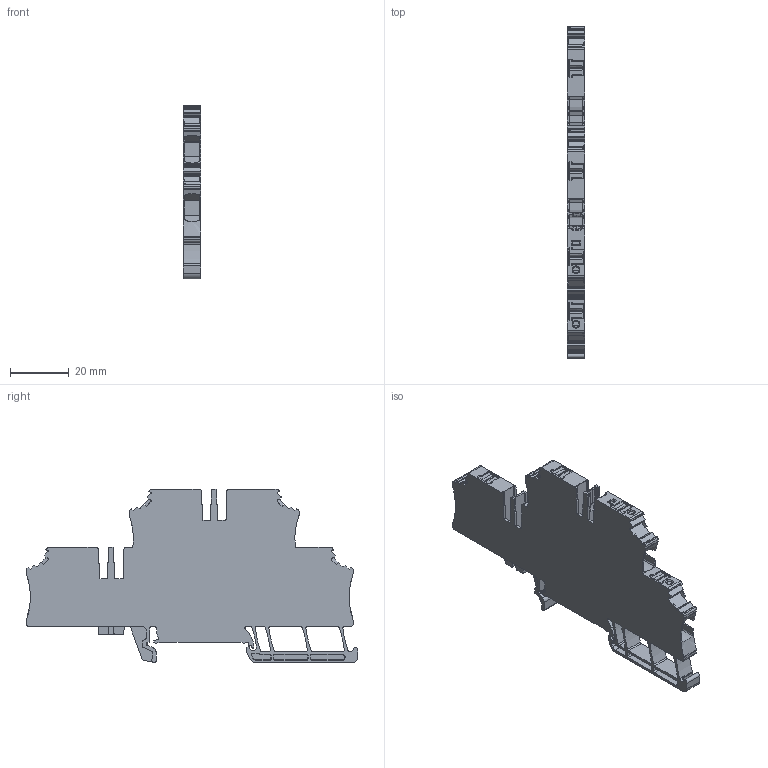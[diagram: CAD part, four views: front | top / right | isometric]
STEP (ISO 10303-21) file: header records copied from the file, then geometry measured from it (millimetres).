
FILE_DESCRIPTION(('CATIA V5R22 STEP214','CAx-IF Rec.Pracs.--- Model Styling and Organization---1.4--- 2014-01-23'),'2;1');
FILE_NAME ('1389539-6_1', '2024-04-10T07:23:18+00:00', ('Weidmueller Interface'), ('Weidmueller'), 'CATIA Version 5-6 Release 2016 SP3 HF44', 'CATIA V5 STEP AP214', 'none');
FILE_SCHEMA(('AUTOMOTIVE_DESIGN { 1 0 10303 214 1 1 1 1 }'));
Length unit declared in the file: millimetre
Products named in the file (1): 2847780000
Bounding box: 6.1 x 113.13 x 59.3 mm (x, y, z)
Volume: 22960.1 mm3; surface area: 14824.4 mm2
Topology: 5 solids, 5 shells, 1199 faces, 3339 edges, 2141 vertices
Faces by surface type: plane 581, cylinder 501, cone 62, sphere 26, bspline 14, torus 11, extrusion 4
Entity records: 40464 total; most frequent: CARTESIAN_POINT 11337, ORIENTED_EDGE 6626, DIRECTION 5007, EDGE_CURVE 3313, VERTEX_POINT 2141, VECTOR 2069, LINE 2065, AXIS2_PLACEMENT_3D 1896
